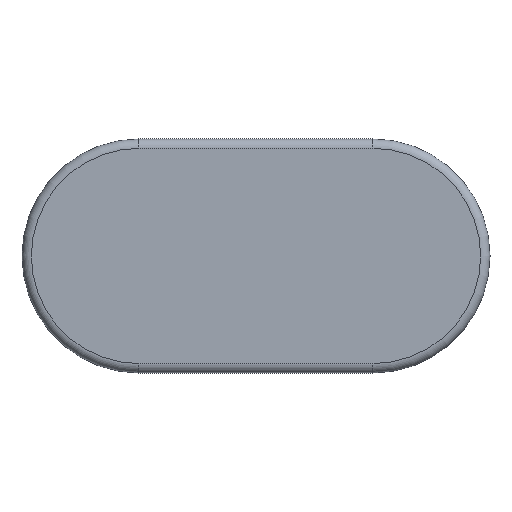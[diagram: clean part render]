
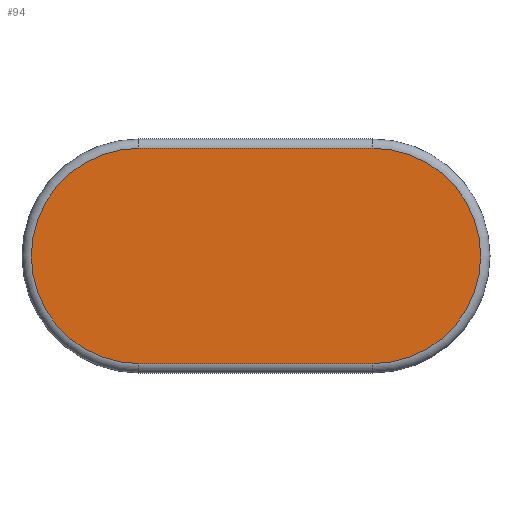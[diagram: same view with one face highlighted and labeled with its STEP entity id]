
A CAD part, top view. The second image highlights one B-rep face of the part: STEP entity #94.
In plain terms, the highlighted planar face has unit normal (0, 0, 1).
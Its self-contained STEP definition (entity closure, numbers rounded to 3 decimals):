
#94 = ADVANCED_FACE( '', ( #248 ), #249, .T. );
#248 = FACE_OUTER_BOUND( '', #473, .T. );
#249 = PLANE( '', #474 );
#473 = EDGE_LOOP( '', ( #696, #697, #698, #699 ) );
#474 = AXIS2_PLACEMENT_3D( '', #700, #701, #702 );
#696 = ORIENTED_EDGE( '', *, *, #1269, .T. );
#697 = ORIENTED_EDGE( '', *, *, #1270, .T. );
#698 = ORIENTED_EDGE( '', *, *, #1271, .T. );
#699 = ORIENTED_EDGE( '', *, *, #1272, .T. );
#700 = CARTESIAN_POINT( '', ( -12.5, 0., 17. ) );
#701 = DIRECTION( '', ( 0., 0., 1. ) );
#702 = DIRECTION( '', ( 1., 0., 0. ) );
#1269 = EDGE_CURVE( '', #1492, #1493, #1494, .T. );
#1270 = EDGE_CURVE( '', #1493, #1495, #1496, .T. );
#1271 = EDGE_CURVE( '', #1495, #1497, #1498, .T. );
#1272 = EDGE_CURVE( '', #1497, #1492, #1499, .T. );
#1492 = VERTEX_POINT( '', #1815 );
#1493 = VERTEX_POINT( '', #1816 );
#1494 = CIRCLE( '', #1817, 11.5 );
#1495 = VERTEX_POINT( '', #1818 );
#1496 = LINE( '', #1819, #1820 );
#1497 = VERTEX_POINT( '', #1821 );
#1498 = CIRCLE( '', #1822, 11.5 );
#1499 = LINE( '', #1823, #1824 );
#1815 = CARTESIAN_POINT( '', ( 12.5, -11.5, 17. ) );
#1816 = CARTESIAN_POINT( '', ( 12.5, 11.5, 17. ) );
#1817 = AXIS2_PLACEMENT_3D( '', #2243, #2244, #2245 );
#1818 = CARTESIAN_POINT( '', ( -12.5, 11.5, 17. ) );
#1819 = CARTESIAN_POINT( '', ( -12.5, 11.5, 17. ) );
#1820 = VECTOR( '', #2246, 1000. );
#1821 = CARTESIAN_POINT( '', ( -12.5, -11.5, 17. ) );
#1822 = AXIS2_PLACEMENT_3D( '', #2247, #2248, #2249 );
#1823 = CARTESIAN_POINT( '', ( 12.5, -11.5, 17. ) );
#1824 = VECTOR( '', #2250, 1000. );
#2243 = CARTESIAN_POINT( '', ( 12.5, 0., 17. ) );
#2244 = DIRECTION( '', ( 0., 0., 1. ) );
#2245 = DIRECTION( '', ( 1., 0., 0. ) );
#2246 = DIRECTION( '', ( -1., 0., 0. ) );
#2247 = CARTESIAN_POINT( '', ( -12.5, 0., 17. ) );
#2248 = DIRECTION( '', ( 0., 0., 1. ) );
#2249 = DIRECTION( '', ( 1., 0., 0. ) );
#2250 = DIRECTION( '', ( 1., 0., 0. ) );
